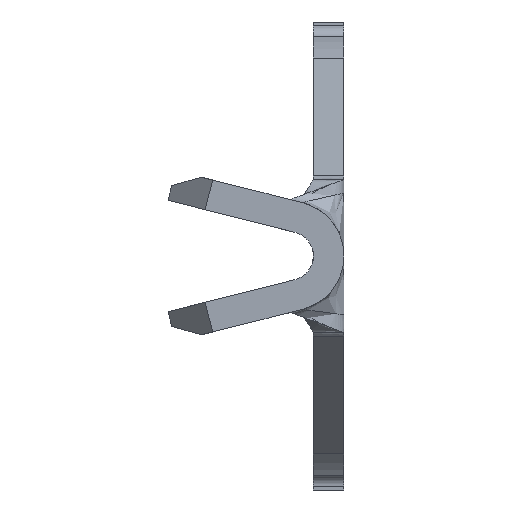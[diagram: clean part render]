
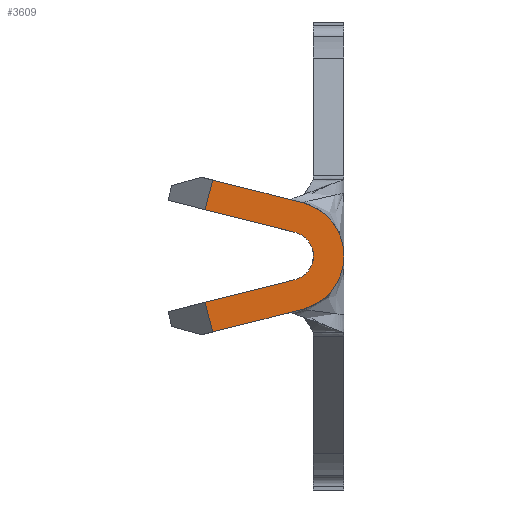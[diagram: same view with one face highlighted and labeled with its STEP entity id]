
A CAD part, left-side view. The second image highlights one B-rep face of the part: STEP entity #3609.
In plain terms, the highlighted planar face has unit normal (-1, 0, 0).
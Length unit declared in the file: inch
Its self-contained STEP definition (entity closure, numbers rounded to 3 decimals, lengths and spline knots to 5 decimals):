
#29 = EDGE_LOOP ( 'NONE', ( #228, #1145, #2728, #4078, #3562, #2948, #2054, #760 ) ) ;
#57 = CARTESIAN_POINT ( 'NONE',  ( -0.375, 0.036, 0. ) ) ;
#65 = CARTESIAN_POINT ( 'NONE',  ( -0.375, 0.08588, -0.04963 ) ) ;
#228 = ORIENTED_EDGE ( 'NONE', *, *, #3866, .F. ) ;
#365 = CARTESIAN_POINT ( 'NONE',  ( -0.375, 0.09075, 0.03023 ) ) ;
#509 = CARTESIAN_POINT ( 'NONE',  ( -0.375, 0.03211, 0.01552 ) ) ;
#647 = CARTESIAN_POINT ( 'NONE',  ( -0.375, 0.03211, -0.01552 ) ) ;
#706 = EDGE_CURVE ( 'NONE', #2058, #2307, #2132, .T. ) ;
#760 = ORIENTED_EDGE ( 'NONE', *, *, #2810, .F. ) ;
#786 = LINE ( 'NONE', #2473, #3296 ) ;
#829 = VECTOR ( 'NONE', #3317, 39.37008 ) ;
#873 = CIRCLE ( 'NONE', #3480, 0.036 ) ;
#1080 = EDGE_CURVE ( 'NONE', #3041, #1568, #786, .T. ) ;
#1145 = ORIENTED_EDGE ( 'NONE', *, *, #3560, .T. ) ;
#1218 = LINE ( 'NONE', #365, #2001 ) ;
#1455 = CARTESIAN_POINT ( 'NONE',  ( -0.375, 0.09075, 0.03023 ) ) ;
#1516 = VERTEX_POINT ( 'NONE', #1455 ) ;
#1568 = VERTEX_POINT ( 'NONE', #65 ) ;
#1686 = DIRECTION ( 'NONE',  ( -1., 0., 0. ) ) ;
#1698 = LINE ( 'NONE', #2321, #829 ) ;
#1709 = DIRECTION ( 'NONE',  ( 1., 0., 0. ) ) ;
#1880 = CARTESIAN_POINT ( 'NONE',  ( -0.375, 0.036, 0. ) ) ;
#1992 = CARTESIAN_POINT ( 'NONE',  ( -0.375, 0.02724, -0.03492 ) ) ;
#2001 = VECTOR ( 'NONE', #2338, 39.37008 ) ;
#2054 = ORIENTED_EDGE ( 'NONE', *, *, #1080, .F. ) ;
#2058 = VERTEX_POINT ( 'NONE', #3760 ) ;
#2063 = EDGE_CURVE ( 'NONE', #3959, #1516, #2571, .T. ) ;
#2132 = LINE ( 'NONE', #3780, #2994 ) ;
#2209 = DIRECTION ( 'NONE',  ( 0., 0., -1. ) ) ;
#2307 = VERTEX_POINT ( 'NONE', #647 ) ;
#2321 = CARTESIAN_POINT ( 'NONE',  ( -0.375, 0.08832, -0.03993 ) ) ;
#2326 = EDGE_CURVE ( 'NONE', #2307, #3959, #3295, .T. ) ;
#2338 = DIRECTION ( 'NONE',  ( 0., 0.243, -0.97 ) ) ;
#2444 = DIRECTION ( 'NONE',  ( 0., 0.97, -0.243 ) ) ;
#2472 = VECTOR ( 'NONE', #2474, 39.37008 ) ;
#2473 = CARTESIAN_POINT ( 'NONE',  ( -0.375, 0.02724, -0.03492 ) ) ;
#2474 = DIRECTION ( 'NONE',  ( 0., 0.97, 0.243 ) ) ;
#2571 = LINE ( 'NONE', #509, #2472 ) ;
#2576 = AXIS2_PLACEMENT_3D ( 'NONE', #57, #1709, #3034 ) ;
#2656 = FACE_OUTER_BOUND ( 'NONE', #29, .T. ) ;
#2694 = PLANE ( 'NONE',  #2576 ) ;
#2728 = ORIENTED_EDGE ( 'NONE', *, *, #2063, .F. ) ;
#2805 = VERTEX_POINT ( 'NONE', #3191 ) ;
#2810 = EDGE_CURVE ( 'NONE', #2805, #3041, #873, .T. ) ;
#2813 = DIRECTION ( 'NONE',  ( 0., -0.97, 0.243 ) ) ;
#2823 = CARTESIAN_POINT ( 'NONE',  ( -0.375, 0.02724, 0.03492 ) ) ;
#2948 = ORIENTED_EDGE ( 'NONE', *, *, #3050, .T. ) ;
#2994 = VECTOR ( 'NONE', #2813, 39.37008 ) ;
#3034 = DIRECTION ( 'NONE',  ( 0., 0., -1. ) ) ;
#3041 = VERTEX_POINT ( 'NONE', #1992 ) ;
#3050 = EDGE_CURVE ( 'NONE', #2058, #1568, #1698, .T. ) ;
#3056 = VERTEX_POINT ( 'NONE', #3934 ) ;
#3163 = DIRECTION ( 'NONE',  ( 0., -0.97, -0.243 ) ) ;
#3191 = CARTESIAN_POINT ( 'NONE',  ( -0.375, 0.02724, 0.03492 ) ) ;
#3219 = AXIS2_PLACEMENT_3D ( 'NONE', #3638, #1686, #3955 ) ;
#3295 = CIRCLE ( 'NONE', #3219, 0.016 ) ;
#3296 = VECTOR ( 'NONE', #2444, 39.37008 ) ;
#3317 = DIRECTION ( 'NONE',  ( 0., -0.243, -0.97 ) ) ;
#3480 = AXIS2_PLACEMENT_3D ( 'NONE', #1880, #4160, #2209 ) ;
#3481 = VECTOR ( 'NONE', #3163, 39.37008 ) ;
#3518 = CARTESIAN_POINT ( 'NONE',  ( -0.375, 0.03211, 0.01552 ) ) ;
#3560 = EDGE_CURVE ( 'NONE', #3056, #1516, #1218, .T. ) ;
#3562 = ORIENTED_EDGE ( 'NONE', *, *, #706, .F. ) ;
#3577 = LINE ( 'NONE', #2823, #3481 ) ;
#3609 = ADVANCED_FACE ( 'NONE', ( #2656 ), #2694, .F. ) ;
#3638 = CARTESIAN_POINT ( 'NONE',  ( -0.375, 0.036, 0. ) ) ;
#3760 = CARTESIAN_POINT ( 'NONE',  ( -0.375, 0.09075, -0.03023 ) ) ;
#3780 = CARTESIAN_POINT ( 'NONE',  ( -0.375, 0.03211, -0.01552 ) ) ;
#3866 = EDGE_CURVE ( 'NONE', #3056, #2805, #3577, .T. ) ;
#3934 = CARTESIAN_POINT ( 'NONE',  ( -0.375, 0.08588, 0.04963 ) ) ;
#3955 = DIRECTION ( 'NONE',  ( 0., 0., -1. ) ) ;
#3959 = VERTEX_POINT ( 'NONE', #3518 ) ;
#4078 = ORIENTED_EDGE ( 'NONE', *, *, #2326, .F. ) ;
#4160 = DIRECTION ( 'NONE',  ( 1., 0., 0. ) ) ;
